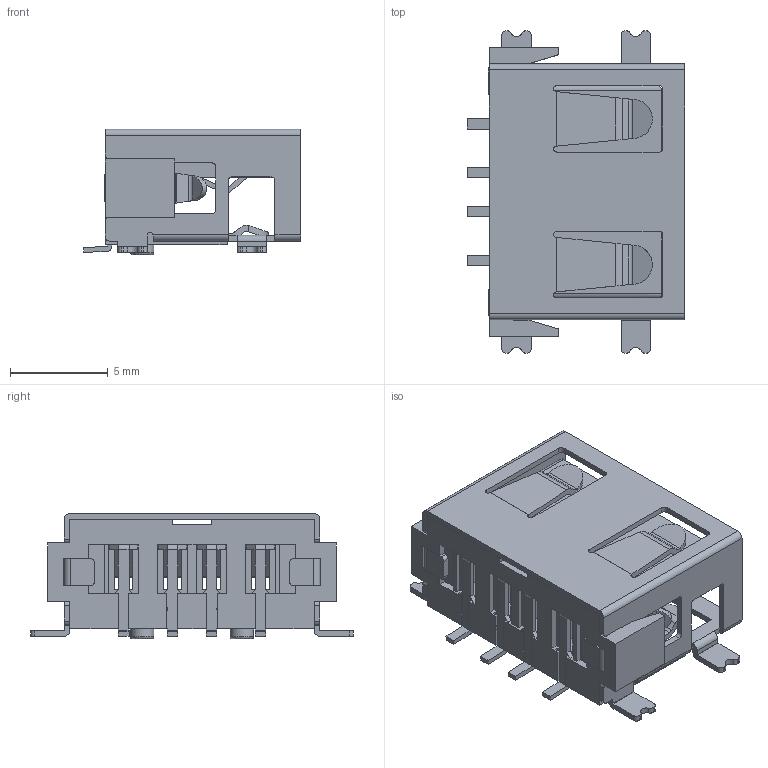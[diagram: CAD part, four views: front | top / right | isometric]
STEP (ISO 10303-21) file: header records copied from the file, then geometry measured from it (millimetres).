
FILE_DESCRIPTION(/* description */ (''),/* implementation_level */ '2;1');
FILE_NAME(/* name */ 'USB Type A - Female - Wrth _ 629104190121_v1.step',/* time_stamp */ '2023-01-15T11:58:00-08:00',/* author */ (''),/* organization */ (''),/* preprocessor_version */ 'ST-DEVELOPER v19.2',/* originating_system */ 'Autodesk Translation Framework v11.17.0.187',/* authorisation */ '');
FILE_SCHEMA (('AUTOMOTIVE_DESIGN { 1 0 10303 214 3 1 1 }'));
Length unit declared in the file: millimetre
Products named in the file (1): USB Type A - Female - Würth _ 629104190121
Bounding box: 11.11 x 16.5 x 6.42 mm (x, y, z)
Volume: 345 mm3; surface area: 1457.4 mm2
Topology: 6 solids, 6 shells, 739 faces, 2107 edges, 1347 vertices
Faces by surface type: plane 481, cylinder 226, bspline 30, torus 2
Full cylindrical faces by diameter (mm): 1.2 x2
Entity records: 24289 total; most frequent: CARTESIAN_POINT 4772, ORIENTED_EDGE 4190, DIRECTION 3970, EDGE_CURVE 2095, LINE 1584, VECTOR 1584, VERTEX_POINT 1347, AXIS2_PLACEMENT_3D 1193
